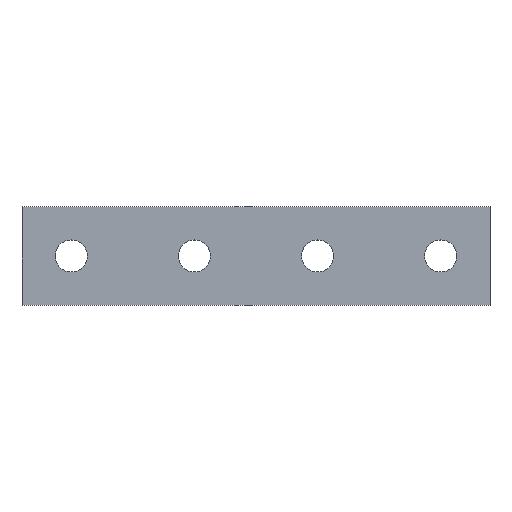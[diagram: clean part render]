
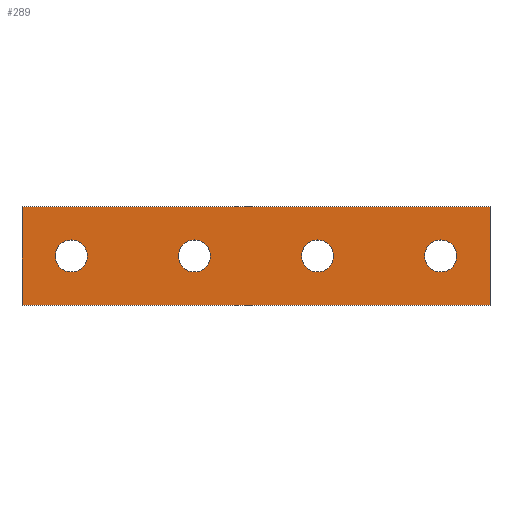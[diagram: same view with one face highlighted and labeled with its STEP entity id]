
A CAD part, top view. The second image highlights one B-rep face of the part: STEP entity #289.
In plain terms, the highlighted planar face has unit normal (0, 0, 1).
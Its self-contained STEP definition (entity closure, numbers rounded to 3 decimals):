
#43 = VERTEX_POINT ( 'NONE', #192 ) ;
#44 = VERTEX_POINT ( 'NONE', #193 ) ;
#46 = VERTEX_POINT ( 'NONE', #191 ) ;
#49 = VERTEX_POINT ( 'NONE', #188 ) ;
#50 = EDGE_LOOP ( 'NONE', ( #302 ) ) ;
#56 = EDGE_LOOP ( 'NONE', ( #215 ) ) ;
#91 = DIRECTION ( 'NONE',  ( -1., 0., 0. ) ) ;
#92 = CARTESIAN_POINT ( 'NONE',  ( 95., 20., 0. ) ) ;
#98 = DIRECTION ( 'NONE',  ( 1., 0., 0. ) ) ;
#99 = DIRECTION ( 'NONE',  ( 0., 0., 1. ) ) ;
#100 = CARTESIAN_POINT ( 'NONE',  ( -75., 0., 0. ) ) ;
#102 = DIRECTION ( 'NONE',  ( 1., 0., 0. ) ) ;
#107 = CARTESIAN_POINT ( 'NONE',  ( -68.5, 0., 0. ) ) ;
#108 = CARTESIAN_POINT ( 'NONE',  ( 68.5, 0., 0. ) ) ;
#109 = CARTESIAN_POINT ( 'NONE',  ( -95., -20., 0. ) ) ;
#110 = CARTESIAN_POINT ( 'NONE',  ( 31.5, 0., 0. ) ) ;
#111 = CARTESIAN_POINT ( 'NONE',  ( -18.5, 0., 0. ) ) ;
#116 = DIRECTION ( 'NONE',  ( 1., 0., 0. ) ) ;
#118 = CARTESIAN_POINT ( 'NONE',  ( 95., 20., 0. ) ) ;
#121 = PLANE ( 'NONE',  #316 ) ;
#122 = DIRECTION ( 'NONE',  ( 0., 0., 1. ) ) ;
#136 = CARTESIAN_POINT ( 'NONE',  ( 95., -20., 0. ) ) ;
#152 = DIRECTION ( 'NONE',  ( -1., 0., 0. ) ) ;
#153 = DIRECTION ( 'NONE',  ( 0., 0., 1. ) ) ;
#156 = CARTESIAN_POINT ( 'NONE',  ( 75., 0., 0. ) ) ;
#161 = DIRECTION ( 'NONE',  ( 1., 0., 0. ) ) ;
#162 = DIRECTION ( 'NONE',  ( 0., -1., 0. ) ) ;
#163 = DIRECTION ( 'NONE',  ( 0., 0., 1. ) ) ;
#164 = CARTESIAN_POINT ( 'NONE',  ( 25., 0., 0. ) ) ;
#166 = DIRECTION ( 'NONE',  ( 1., 0., 0. ) ) ;
#167 = DIRECTION ( 'NONE',  ( 0., 0., 1. ) ) ;
#168 = CARTESIAN_POINT ( 'NONE',  ( -25., 0., 0. ) ) ;
#169 = DIRECTION ( 'NONE',  ( 0., 1., 0. ) ) ;
#180 = CARTESIAN_POINT ( 'NONE',  ( -95., 20., 0. ) ) ;
#188 = CARTESIAN_POINT ( 'NONE',  ( -95., -20., 0. ) ) ;
#191 = CARTESIAN_POINT ( 'NONE',  ( 95., 20., 0. ) ) ;
#192 = CARTESIAN_POINT ( 'NONE',  ( -95., 20., 0. ) ) ;
#193 = CARTESIAN_POINT ( 'NONE',  ( 95., -20., 0. ) ) ;
#197 = AXIS2_PLACEMENT_3D ( 'NONE', #100, #99, #98 ) ;
#203 = AXIS2_PLACEMENT_3D ( 'NONE', #164, #163, #161 ) ;
#204 = AXIS2_PLACEMENT_3D ( 'NONE', #168, #167, #166 ) ;
#209 = AXIS2_PLACEMENT_3D ( 'NONE', #156, #153, #152 ) ;
#212 = ORIENTED_EDGE ( 'NONE', *, *, #234, .T. ) ;
#215 = ORIENTED_EDGE ( 'NONE', *, *, #222, .F. ) ;
#222 = EDGE_CURVE ( 'NONE', #370, #370, #237, .T. ) ;
#223 = EDGE_CURVE ( 'NONE', #371, #371, #239, .T. ) ;
#224 = EDGE_CURVE ( 'NONE', #372, #372, #241, .T. ) ;
#226 = EDGE_CURVE ( 'NONE', #44, #46, #242, .T. ) ;
#229 = EDGE_CURVE ( 'NONE', #49, #44, #248, .T. ) ;
#230 = EDGE_CURVE ( 'NONE', #373, #373, #250, .T. ) ;
#234 = EDGE_CURVE ( 'NONE', #46, #43, #257, .T. ) ;
#236 = EDGE_CURVE ( 'NONE', #43, #49, #261, .T. ) ;
#237 = CIRCLE ( 'NONE', #204, 6.5 ) ;
#239 = CIRCLE ( 'NONE', #203, 6.5 ) ;
#241 = CIRCLE ( 'NONE', #209, 6.5 ) ;
#242 = LINE ( 'NONE', #136, #245 ) ;
#245 = VECTOR ( 'NONE', #169, 1000. ) ;
#248 = LINE ( 'NONE', #109, #251 ) ;
#250 = CIRCLE ( 'NONE', #197, 6.5 ) ;
#251 = VECTOR ( 'NONE', #102, 1000. ) ;
#257 = LINE ( 'NONE', #92, #260 ) ;
#260 = VECTOR ( 'NONE', #91, 1000. ) ;
#261 = LINE ( 'NONE', #180, #264 ) ;
#264 = VECTOR ( 'NONE', #162, 1000. ) ;
#289 = ADVANCED_FACE ( 'NONE', ( #359, #364, #358, #360, #362 ), #121, .T. ) ;
#297 = ORIENTED_EDGE ( 'NONE', *, *, #230, .F. ) ;
#298 = ORIENTED_EDGE ( 'NONE', *, *, #226, .T. ) ;
#300 = ORIENTED_EDGE ( 'NONE', *, *, #229, .T. ) ;
#301 = ORIENTED_EDGE ( 'NONE', *, *, #224, .F. ) ;
#302 = ORIENTED_EDGE ( 'NONE', *, *, #223, .F. ) ;
#306 = ORIENTED_EDGE ( 'NONE', *, *, #236, .T. ) ;
#316 = AXIS2_PLACEMENT_3D ( 'NONE', #118, #122, #116 ) ;
#336 = EDGE_LOOP ( 'NONE', ( #298, #212, #306, #300 ) ) ;
#337 = EDGE_LOOP ( 'NONE', ( #301 ) ) ;
#348 = EDGE_LOOP ( 'NONE', ( #297 ) ) ;
#358 = FACE_BOUND ( 'NONE', #337, .T. ) ;
#359 = FACE_BOUND ( 'NONE', #56, .T. ) ;
#360 = FACE_BOUND ( 'NONE', #348, .T. ) ;
#362 = FACE_OUTER_BOUND ( 'NONE', #336, .T. ) ;
#364 = FACE_BOUND ( 'NONE', #50, .T. ) ;
#370 = VERTEX_POINT ( 'NONE', #111 ) ;
#371 = VERTEX_POINT ( 'NONE', #110 ) ;
#372 = VERTEX_POINT ( 'NONE', #108 ) ;
#373 = VERTEX_POINT ( 'NONE', #107 ) ;
